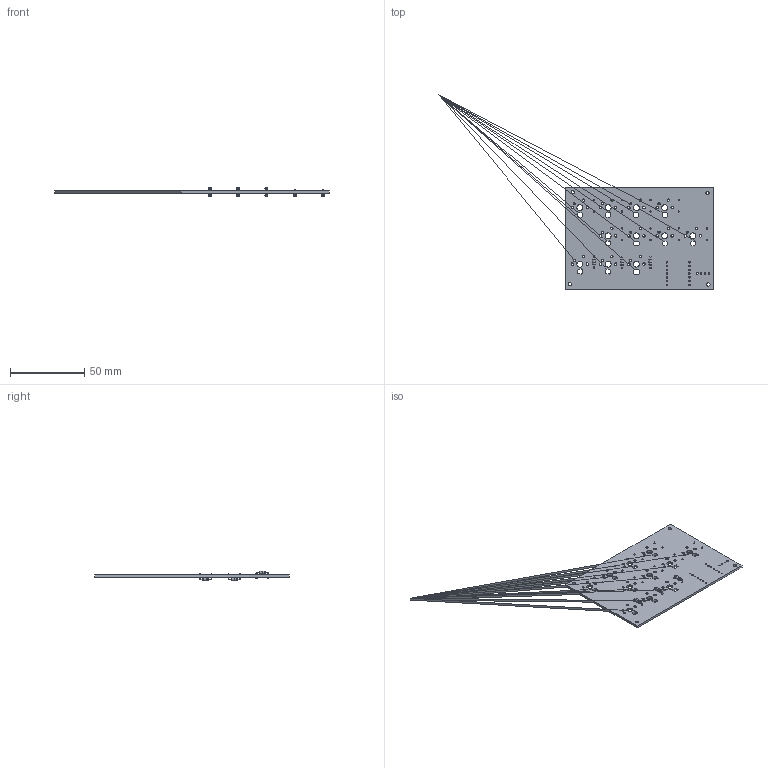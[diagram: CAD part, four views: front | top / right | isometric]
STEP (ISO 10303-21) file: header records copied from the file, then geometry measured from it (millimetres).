
FILE_DESCRIPTION(('KiCad electronic assembly'),'2;1');
FILE_NAME('HackPadPCB.step','2026-01-31T16:55:12',('Pcbnew'),('Kicad'), 'Open CASCADE STEP processor 7.9','KiCad to STEP converter','Unknown' );
FILE_SCHEMA(('AUTOMOTIVE_DESIGN { 1 0 10303 214 1 1 1 1 }'));
Length unit declared in the file: millimetre
Products named in the file (3): HackPadPCB 1; D_DO-35_SOD27_P7.62mm_Horizontal; CyberPunk Sapptek KeyBoad design_PCB
Assembly tree (12 placements, depth 2):
  HackPadPCB 1
    D_DO-35_SOD27_P7.62mm_Horizontal  x11
    CyberPunk Sapptek KeyBoad design_PCB
Bounding box: 185.25 x 131.3 x 6.7 mm (x, y, z)
Volume: 167.4 mm3; surface area: 17527 mm2
Topology: 22 solids, 23 shells, 578 faces, 1528 edges, 986 vertices
Faces by surface type: plane 369, cylinder 165, torus 44
Full cylindrical faces by diameter (mm): 0.5 x33, 0.8 x21, 1 x18, 1.5 x18, 1.7 x14, 2 x22, 2.02 x11, 2.2 x4, 4 x8
Entity records: 14921 total; most frequent: CARTESIAN_POINT 2565, ORIENTED_EDGE 2458, DIRECTION 2430, EDGE_CURVE 1288, LINE 1008, VECTOR 1008, VERTEX_POINT 846, AXIS2_PLACEMENT_3D 711
